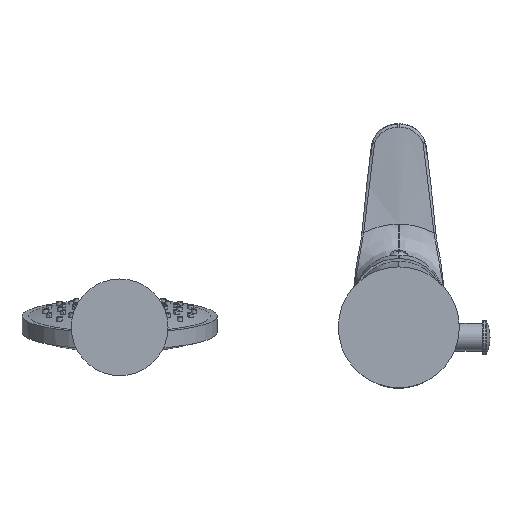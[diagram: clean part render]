
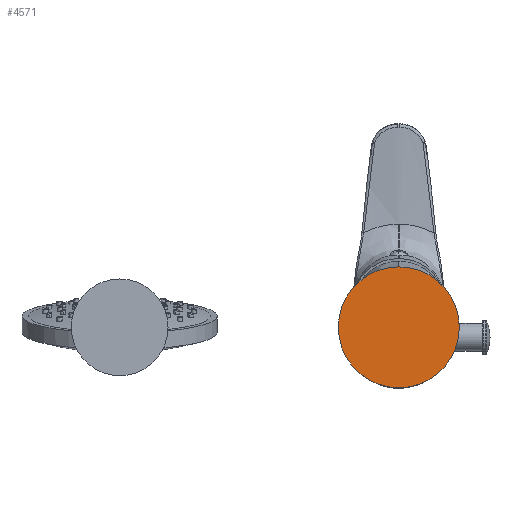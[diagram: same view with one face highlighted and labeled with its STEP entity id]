
A CAD part, front view. The second image highlights one B-rep face of the part: STEP entity #4571.
In plain terms, the highlighted planar face has unit normal (0, -1, 0).
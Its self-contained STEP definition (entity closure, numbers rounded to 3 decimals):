
#1167=CARTESIAN_POINT('',(0.,-6.5,0.));
#1168=DIRECTION('',(0.,1.,0.));
#1169=DIRECTION('',(1.,0.,0.));
#1170=AXIS2_PLACEMENT_3D('',#1167,#1168,#1169);
#1181=CARTESIAN_POINT('',(0.,-6.5,0.));
#1182=DIRECTION('',(0.,-1.,0.));
#1183=DIRECTION('',(1.,0.,0.));
#1184=AXIS2_PLACEMENT_3D('',#1181,#1182,#1183);
#3133=CARTESIAN_POINT('',(32.5,-6.5,0.));
#3134=CARTESIAN_POINT('',(-32.5,-6.5,0.));
#3135=VERTEX_POINT('',#3133);
#3136=VERTEX_POINT('',#3134);
#4562=CARTESIAN_POINT('',(93.998,-6.5,125.2));
#4563=DIRECTION('',(0.,1.,0.));
#4564=DIRECTION('',(-1.,0.,0.));
#4565=AXIS2_PLACEMENT_3D('',#4562,#4563,#4564);
#4566=PLANE('',#4565);
#4567=ORIENTED_EDGE('',*,*,#4549,.F.);
#4568=ORIENTED_EDGE('',*,*,#4528,.T.);
#4569=EDGE_LOOP('',(#4567,#4568));
#4570=FACE_OUTER_BOUND('',#4569,.F.);
#4571=ADVANCED_FACE('',(#4570),#4566,.F.);
#1171=CIRCLE('',#1170,32.5);
#1185=CIRCLE('',#1184,32.5);
#4528=EDGE_CURVE('',#3135,#3136,#1171,.T.);
#4549=EDGE_CURVE('',#3135,#3136,#1185,.T.);
